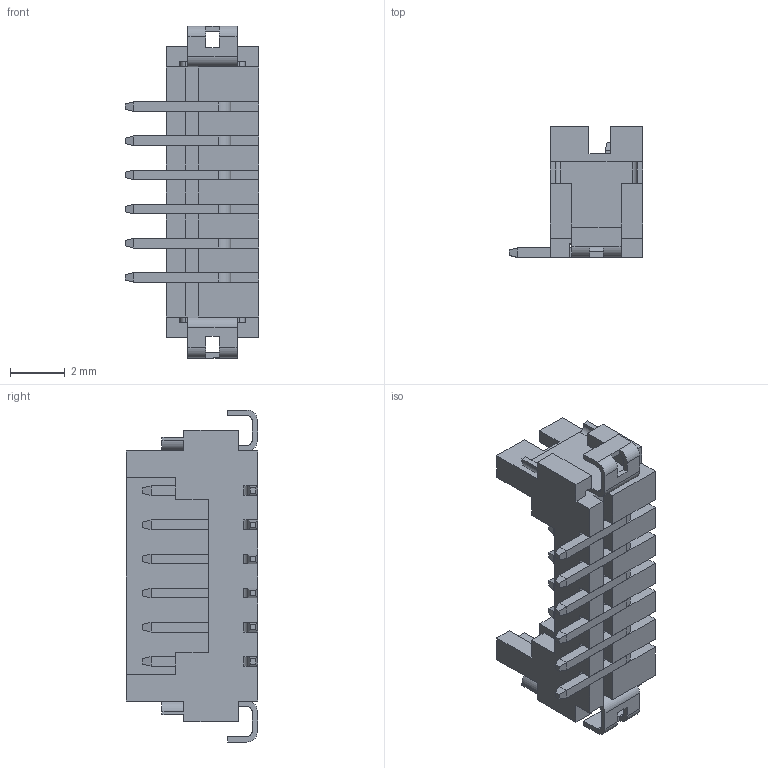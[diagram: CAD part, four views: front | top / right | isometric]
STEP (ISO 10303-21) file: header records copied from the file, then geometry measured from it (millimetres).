
FILE_DESCRIPTION(('Creo Elements/Direct Modeling STEP Export'),'2;1');
FILE_NAME('6.stp','2021-06-30T15:25:24',(''),(''),'Creo Elements/Direct Modeling STEP processor for AP214 (Solid Model)','Creo Elements/Direct Modeling 19.0F 14-Feb-2017 (C) Parametric Technology GmbH','');
FILE_SCHEMA(('AUTOMOTIVE_DESIGN { 1 0 10303 214 1 1 1 1 }'));
Length unit declared in the file: millimetre
Products named in the file (3): DF13C-6P-1_25V_X_8A_S_H_X-97970.PRT; DF13C-6P-1_25V_X_8A_S_H_X-98300.ASM; DF13C-6P-1_25V.stp
Assembly tree (2 placements, depth 3):
  DF13C-6P-1_25V.stp
    DF13C-6P-1_25V_X_8A_S_H_X-98300.ASM
      DF13C-6P-1_25V_X_8A_S_H_X-97970.PRT
Bounding box: 4.9 x 4.8 x 12.15 mm (x, y, z)
Volume: 86.4 mm3; surface area: 328.3 mm2
Topology: 1 solids, 1 shells, 338 faces, 914 edges, 580 vertices
Faces by surface type: plane 302, cylinder 36
Entity records: 10702 total; most frequent: CARTESIAN_POINT 1863, ORIENTED_EDGE 1828, DIRECTION 1680, EDGE_CURVE 914, VECTOR 838, LINE 838, VERTEX_POINT 580, AXIS2_PLACEMENT_3D 421
